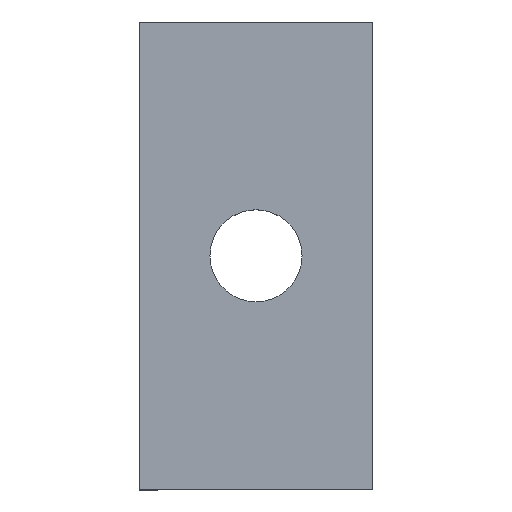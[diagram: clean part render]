
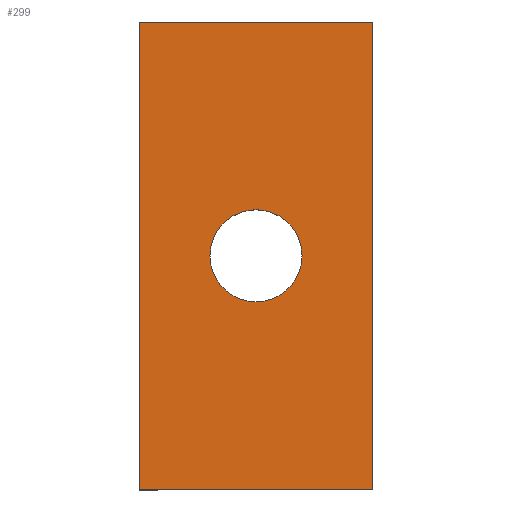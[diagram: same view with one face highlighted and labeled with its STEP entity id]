
A CAD part, top view. The second image highlights one B-rep face of the part: STEP entity #299.
In plain terms, the highlighted planar face has unit normal (0, 0, 1).
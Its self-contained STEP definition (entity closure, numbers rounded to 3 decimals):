
#1 = VERTEX_POINT ( 'NONE', #40 ) ;
#2 = CARTESIAN_POINT ( 'NONE',  ( 5.7, 25.4, 2. ) ) ;
#5 = DIRECTION ( 'NONE',  ( -1., 0., 0. ) ) ;
#12 = FACE_BOUND ( 'NONE', #144, .T. ) ;
#14 = AXIS2_PLACEMENT_3D ( 'NONE', #310, #434, #395 ) ;
#17 = EDGE_CURVE ( 'NONE', #449, #183, #484, .T. ) ;
#40 = CARTESIAN_POINT ( 'NONE',  ( 23.4, 0., 2. ) ) ;
#56 = LINE ( 'NONE', #68, #245 ) ;
#68 = CARTESIAN_POINT ( 'NONE',  ( 23.4, 50.8, 2. ) ) ;
#74 = CARTESIAN_POINT ( 'NONE',  ( 23.4, 50.8, 2. ) ) ;
#78 = VERTEX_POINT ( 'NONE', #2 ) ;
#88 = ORIENTED_EDGE ( 'NONE', *, *, #405, .T. ) ;
#118 = ORIENTED_EDGE ( 'NONE', *, *, #356, .F. ) ;
#120 = EDGE_CURVE ( 'NONE', #208, #78, #435, .T. ) ;
#129 = ORIENTED_EDGE ( 'NONE', *, *, #130, .T. ) ;
#130 = EDGE_CURVE ( 'NONE', #183, #1, #366, .T. ) ;
#144 = EDGE_LOOP ( 'NONE', ( #88, #476 ) ) ;
#152 = CIRCLE ( 'NONE', #250, 5. ) ;
#155 = DIRECTION ( 'NONE',  ( 0., 0., -1. ) ) ;
#158 = DIRECTION ( 'NONE',  ( 0., 0., -1. ) ) ;
#163 = DIRECTION ( 'NONE',  ( 1., 0., 0. ) ) ;
#183 = VERTEX_POINT ( 'NONE', #488 ) ;
#208 = VERTEX_POINT ( 'NONE', #211 ) ;
#211 = CARTESIAN_POINT ( 'NONE',  ( 15.7, 25.4, 2. ) ) ;
#238 = DIRECTION ( 'NONE',  ( 1., 0., 0. ) ) ;
#245 = VECTOR ( 'NONE', #397, 1000. ) ;
#250 = AXIS2_PLACEMENT_3D ( 'NONE', #360, #155, #319 ) ;
#260 = EDGE_LOOP ( 'NONE', ( #129, #118, #305, #505 ) ) ;
#287 = DIRECTION ( 'NONE',  ( 0., -1., 0. ) ) ;
#299 = ADVANCED_FACE ( 'NONE', ( #12, #426 ), #436, .F. ) ;
#301 = AXIS2_PLACEMENT_3D ( 'NONE', #362, #158, #5 ) ;
#305 = ORIENTED_EDGE ( 'NONE', *, *, #411, .F. ) ;
#310 = CARTESIAN_POINT ( 'NONE',  ( 23.4, 50.8, 2. ) ) ;
#319 = DIRECTION ( 'NONE',  ( -1., 0., 0. ) ) ;
#332 = VERTEX_POINT ( 'NONE', #74 ) ;
#345 = VECTOR ( 'NONE', #163, 1000. ) ;
#356 = EDGE_CURVE ( 'NONE', #332, #1, #56, .T. ) ;
#360 = CARTESIAN_POINT ( 'NONE',  ( 10.7, 25.4, 2. ) ) ;
#362 = CARTESIAN_POINT ( 'NONE',  ( 10.7, 25.4, 2. ) ) ;
#366 = LINE ( 'NONE', #525, #345 ) ;
#395 = DIRECTION ( 'NONE',  ( -1., 0., 0. ) ) ;
#397 = DIRECTION ( 'NONE',  ( 0., -1., 0. ) ) ;
#401 = CARTESIAN_POINT ( 'NONE',  ( 23.4, 50.8, 2. ) ) ;
#405 = EDGE_CURVE ( 'NONE', #78, #208, #152, .T. ) ;
#411 = EDGE_CURVE ( 'NONE', #449, #332, #415, .T. ) ;
#415 = LINE ( 'NONE', #401, #490 ) ;
#426 = FACE_OUTER_BOUND ( 'NONE', #260, .T. ) ;
#434 = DIRECTION ( 'NONE',  ( 0., 0., -1. ) ) ;
#435 = CIRCLE ( 'NONE', #301, 5. ) ;
#436 = PLANE ( 'NONE',  #14 ) ;
#449 = VERTEX_POINT ( 'NONE', #482 ) ;
#456 = VECTOR ( 'NONE', #287, 1000. ) ;
#476 = ORIENTED_EDGE ( 'NONE', *, *, #120, .T. ) ;
#482 = CARTESIAN_POINT ( 'NONE',  ( -2., 50.8, 2. ) ) ;
#484 = LINE ( 'NONE', #486, #456 ) ;
#486 = CARTESIAN_POINT ( 'NONE',  ( -2., 50.8, 2. ) ) ;
#488 = CARTESIAN_POINT ( 'NONE',  ( -2., 0., 2. ) ) ;
#490 = VECTOR ( 'NONE', #238, 1000. ) ;
#505 = ORIENTED_EDGE ( 'NONE', *, *, #17, .T. ) ;
#525 = CARTESIAN_POINT ( 'NONE',  ( 23.4, 0., 2. ) ) ;
